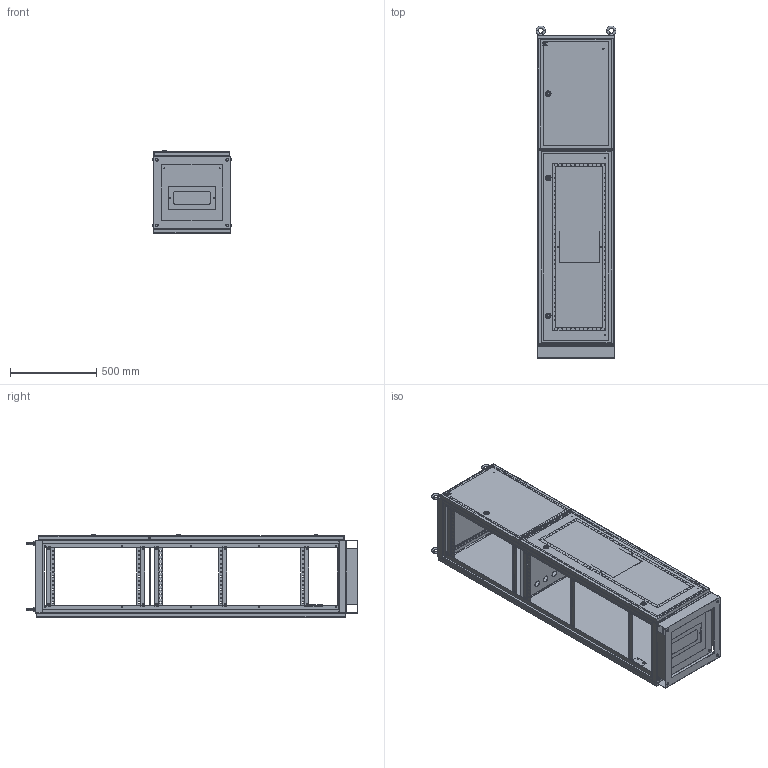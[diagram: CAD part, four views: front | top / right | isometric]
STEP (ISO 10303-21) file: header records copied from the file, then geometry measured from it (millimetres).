
FILE_DESCRIPTION (( 'STEP AP203' ), '1' );
FILE_NAME ('YKM2-C3-1844-54 Øêàô íàïîëüíûé öåëüíîñâàðíîé ÂÐÓ-2 18.45.45 IP54 TITAN.STEP', '2016-09-22T07:49:37', ( 'user' ), ( '' ), 'SwSTEP 2.0', 'SolidWorks 2014', '' );
FILE_SCHEMA (( 'CONFIG_CONTROL_DESIGN' ));
Length unit declared in the file: millimetre
Products named in the file (6): Îáîëî÷êà ÂÐÓ-2 1800õ450õ450 IP54; Äâåðü äëÿ ÂÐÓ-2 1800õ450 IP54; Äâåðü ó÷¸òíîãî îòñåêà 450 IP54; Ñòåíêà çàäíÿÿ äëÿ ÂÐÓ-õ 1800õ450 IP54; Öîêîëü äëÿ ÂÐÓ 450õ450; YKM2-C3-1844-54 Øêàô íàïîëüíûé öåëüíîñâàðíîé ÂÐÓ-2 18.45.45 IP54 TITAN
Assembly tree (5 placements, depth 2):
  YKM2-C3-1844-54 Øêàô íàïîëüíûé öåëüíîñâàðíîé ÂÐÓ-2 18.45.45 IP54 TITAN
    Îáîëî÷êà ÂÐÓ-2 1800õ450õ450 IP54
    Äâåðü äëÿ ÂÐÓ-2 1800õ450 IP54
    Äâåðü ó÷¸òíîãî îòñåêà 450 IP54
    Ñòåíêà çàäíÿÿ äëÿ ÂÐÓ-õ 1800õ450 IP54
    Öîêîëü äëÿ ÂÐÓ 450õ450
Bounding box: 464 x 1926 x 477.5 mm (x, y, z)
Volume: 7184471.7 mm3; surface area: 8045235.1 mm2
Topology: 29 solids, 29 shells, 2618 faces, 6911 edges, 4502 vertices
Faces by surface type: plane 1721, cylinder 670, cone 158, bspline 39, torus 22, sphere 8
Entity records: 83675 total; most frequent: CARTESIAN_POINT 16416, ORIENTED_EDGE 13822, DIRECTION 13232, EDGE_CURVE 6911, VECTOR 4948, LINE 4948, VERTEX_POINT 4502, AXIS2_PLACEMENT_3D 4142
